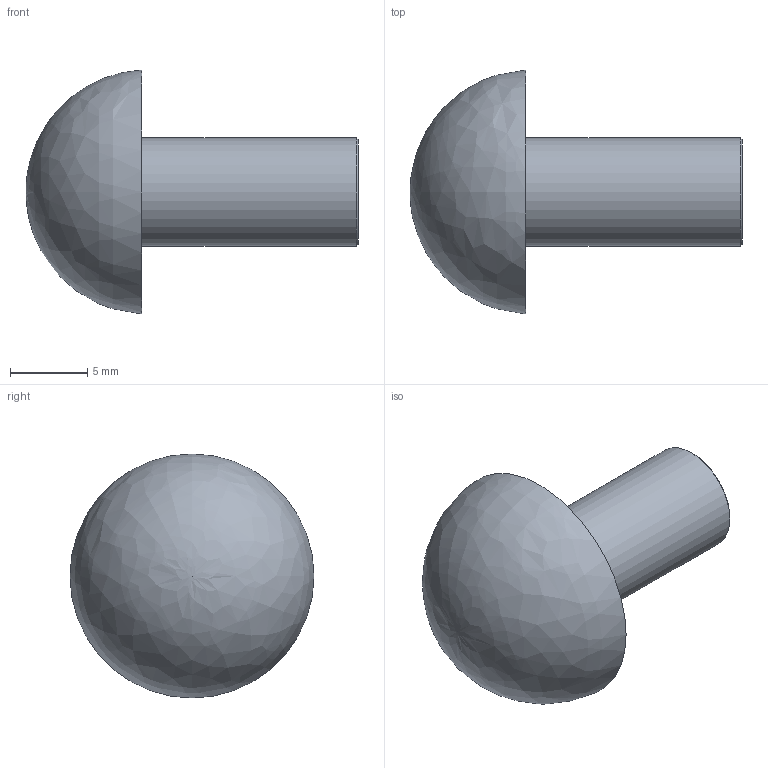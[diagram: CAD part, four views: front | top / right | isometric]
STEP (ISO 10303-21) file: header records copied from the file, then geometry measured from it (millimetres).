
FILE_DESCRIPTION(/* description */ ('Blindstopfen X3 4-13'),/* implementation_level */ '2;1');
FILE_NAME(/* name */ '82007519X3DS-RST.stp',/* time_stamp */ '2021-03-22T13:10:07+01:00',/* author */ ('sl'),/* organization */ (''),/* preprocessor_version */ 'ST-DEVELOPER v16.5',/* originating_system */ 'Autodesk Inventor 2017',/* authorisation */ '');
FILE_SCHEMA (('AUTOMOTIVE_DESIGN { 1 0 10303 214 3 1 1 }'));
Length unit declared in the file: millimetre
Products named in the file (1): 82007519X3DS
Bounding box: 21.5 x 15.8 x 15.8 mm (x, y, z)
Volume: 1227.6 mm3; surface area: 1083.2 mm2
Topology: 1 solids, 1 shells, 8 faces, 17 edges, 11 vertices
Faces by surface type: plane 2, cylinder 2, cone 1, torus 1, sphere 1, bspline 1
Full cylindrical faces by diameter (mm): 5 x1, 7 x1
Entity records: 239 total; most frequent: CARTESIAN_POINT 55, DIRECTION 32, ORIENTED_EDGE 18, AXIS2_PLACEMENT_3D 16, EDGE_LOOP 14, VERTEX_POINT 9, EDGE_CURVE 9, STYLED_ITEM 9
